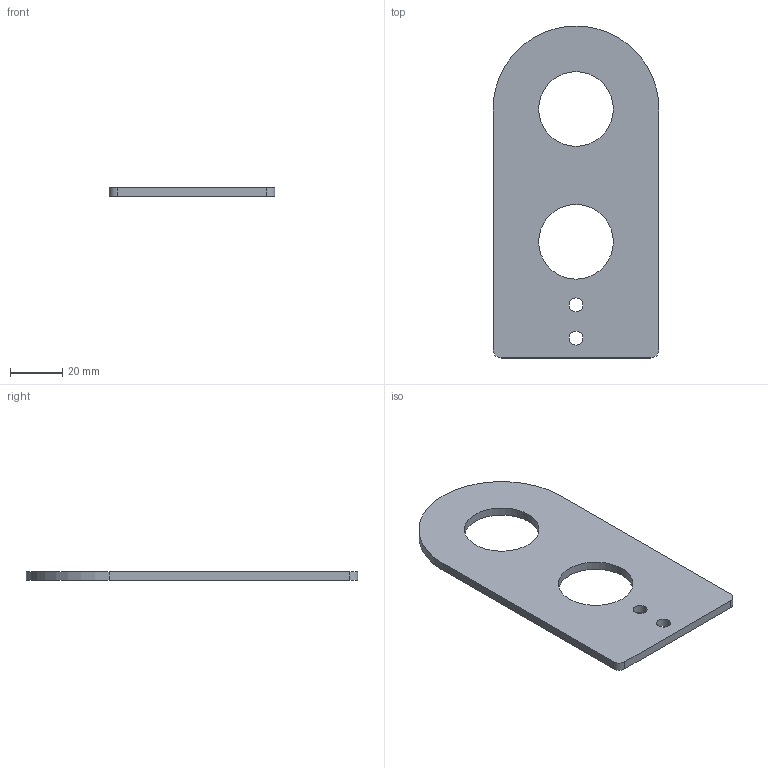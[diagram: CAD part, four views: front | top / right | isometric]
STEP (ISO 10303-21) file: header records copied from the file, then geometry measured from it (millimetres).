
FILE_DESCRIPTION(/* description */ (''),/* implementation_level */ '2;1');
FILE_NAME(/* name */ 'wrist plate 2.stp',/* time_stamp */ '2023-11-30T19:38:31-05:00',/* author */ ('bugme'),/* organization */ (''),/* preprocessor_version */ 'ST-DEVELOPER v19.2',/* originating_system */ 'Autodesk Inventor 2024',/* authorisation */ '');
FILE_SCHEMA (('AUTOMOTIVE_DESIGN { 1 0 10303 214 3 1 1 }'));
Length unit declared in the file: inch
Products named in the file (1): wrist plate 2
Bounding box: 63.5 x 127 x 3.3 mm (x, y, z)
Volume: 20804.7 mm3; surface area: 14463.3 mm2
Topology: 1 solids, 1 shells, 12 faces, 30 edges, 21 vertices
Faces by surface type: cylinder 7, plane 5
Full cylindrical faces by diameter (mm): 5.309 x2, 28.575 x2
Entity records: 440 total; most frequent: DIRECTION 70, CARTESIAN_POINT 64, ORIENTED_EDGE 60, EDGE_CURVE 30, AXIS2_PLACEMENT_3D 27, EDGE_LOOP 20, VERTEX_POINT 20, LINE 16
